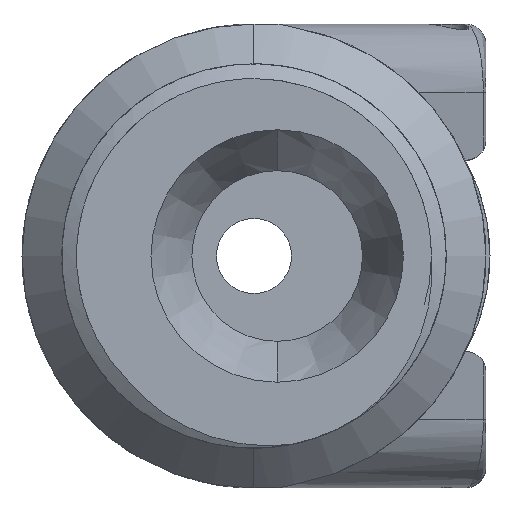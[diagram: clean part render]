
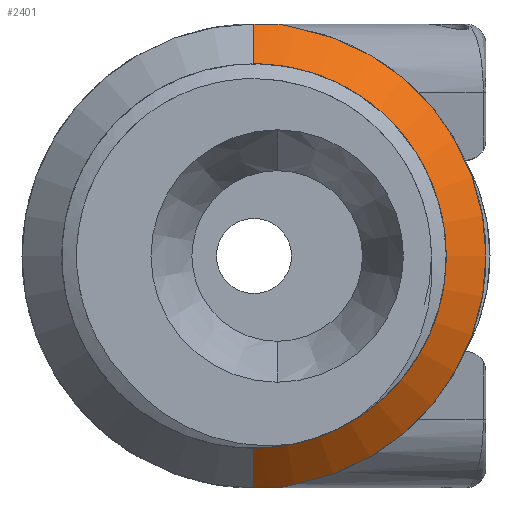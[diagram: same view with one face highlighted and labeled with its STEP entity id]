
A CAD part, front view. The second image highlights one B-rep face of the part: STEP entity #2401.
In plain terms, the highlighted conical face has half-angle 45 degrees and reference radius 13 mm.
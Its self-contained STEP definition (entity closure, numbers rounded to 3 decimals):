
#40 = B_SPLINE_CURVE_WITH_KNOTS ( 'NONE', 3,
 ( #6731, #6176, #6214, #5062 ),
 .UNSPECIFIED., .F., .F.,
 ( 4, 4 ),
 ( 0.042, 0.043 ),
 .UNSPECIFIED. ) ;
#119 = B_SPLINE_CURVE_WITH_KNOTS ( 'NONE', 3,
 ( #3603, #949, #2575, #2014, #6588, #3197 ),
 .UNSPECIFIED., .F., .F.,
 ( 4, 2, 4 ),
 ( 0., 0.001, 0.002 ),
 .UNSPECIFIED. ) ;
#180 = CARTESIAN_POINT ( 'NONE',  ( 1.145, 18.539, 17. ) ) ;
#289 = VERTEX_POINT ( 'NONE', #4623 ) ;
#342 = DIRECTION ( 'NONE',  ( 0., -1., 0. ) ) ;
#397 = ORIENTED_EDGE ( 'NONE', *, *, #545, .T. ) ;
#398 = CARTESIAN_POINT ( 'NONE',  ( 0., 18.5, 17. ) ) ;
#545 = EDGE_CURVE ( 'NONE', #4065, #289, #119, .T. ) ;
#681 = DIRECTION ( 'NONE',  ( 0., 0., -1. ) ) ;
#756 = AXIS2_PLACEMENT_3D ( 'NONE', #6411, #1878, #4099 ) ;
#949 = CARTESIAN_POINT ( 'NONE',  ( 1.454, 18.559, -17. ) ) ;
#954 = CARTESIAN_POINT ( 'NONE',  ( 1.145, 18.539, 17. ) ) ;
#989 = CARTESIAN_POINT ( 'NONE',  ( 2.664, 18.539, 16.833 ) ) ;
#1125 = ORIENTED_EDGE ( 'NONE', *, *, #2750, .T. ) ;
#1155 = ORIENTED_EDGE ( 'NONE', *, *, #2655, .F. ) ;
#1238 = AXIS2_PLACEMENT_3D ( 'NONE', #7112, #342, #1520 ) ;
#1357 = EDGE_CURVE ( 'NONE', #289, #5045, #3716, .T. ) ;
#1520 = DIRECTION ( 'NONE',  ( 0., 0., 1. ) ) ;
#1878 = DIRECTION ( 'NONE',  ( 0., 1., 0. ) ) ;
#1947 = CARTESIAN_POINT ( 'NONE',  ( 0., 14.5, -13. ) ) ;
#2014 = CARTESIAN_POINT ( 'NONE',  ( 2.365, 18.559, -16.897 ) ) ;
#2259 = ORIENTED_EDGE ( 'NONE', *, *, #4163, .T. ) ;
#2281 = CARTESIAN_POINT ( 'NONE',  ( 1.145, 18.539, -17. ) ) ;
#2396 = EDGE_CURVE ( 'NONE', #5351, #6757, #4058, .T. ) ;
#2401 = ADVANCED_FACE ( 'NONE', ( #5729 ), #2984, .T. ) ;
#2575 = CARTESIAN_POINT ( 'NONE',  ( 1.76, 18.569, -16.98 ) ) ;
#2611 = AXIS2_PLACEMENT_3D ( 'NONE', #2923, #5191, #681 ) ;
#2655 = EDGE_CURVE ( 'NONE', #6757, #3629, #3202, .T. ) ;
#2670 = VECTOR ( 'NONE', #3133, 1000. ) ;
#2686 = CARTESIAN_POINT ( 'NONE',  ( 1.76, 18.569, 16.98 ) ) ;
#2750 = EDGE_CURVE ( 'NONE', #5045, #3629, #3728, .T. ) ;
#2776 = CARTESIAN_POINT ( 'NONE',  ( 1.145, 18.539, 17. ) ) ;
#2923 = CARTESIAN_POINT ( 'NONE',  ( 0., 14.5, 0. ) ) ;
#2947 = DIRECTION ( 'NONE',  ( 0., 0.707, 0.707 ) ) ;
#2959 = CIRCLE ( 'NONE', #2611, 13. ) ;
#2984 = CONICAL_SURFACE ( 'NONE', #756, 13., 0.785 ) ;
#3133 = DIRECTION ( 'NONE',  ( 0., 0.707, -0.707 ) ) ;
#3197 = CARTESIAN_POINT ( 'NONE',  ( 2.958, 18.5, -16.741 ) ) ;
#3202 = B_SPLINE_CURVE_WITH_KNOTS ( 'NONE', 3,
 ( #6692, #3831, #7212, #954 ),
 .UNSPECIFIED., .F., .F.,
 ( 4, 4 ),
 ( 0.021, 0.022 ),
 .UNSPECIFIED. ) ;
#3235 = CARTESIAN_POINT ( 'NONE',  ( 2.365, 18.559, 16.897 ) ) ;
#3338 = CARTESIAN_POINT ( 'NONE',  ( 0., 14.5, 13. ) ) ;
#3603 = CARTESIAN_POINT ( 'NONE',  ( 1.145, 18.539, -17. ) ) ;
#3629 = VERTEX_POINT ( 'NONE', #2776 ) ;
#3677 = ORIENTED_EDGE ( 'NONE', *, *, #5488, .F. ) ;
#3716 = CIRCLE ( 'NONE', #1238, 17. ) ;
#3728 = B_SPLINE_CURVE_WITH_KNOTS ( 'NONE', 3,
 ( #6061, #989, #3235, #2686, #4015, #180 ),
 .UNSPECIFIED., .F., .F.,
 ( 4, 2, 4 ),
 ( 0., 0.001, 0.002 ),
 .UNSPECIFIED. ) ;
#3831 = CARTESIAN_POINT ( 'NONE',  ( 0.38, 18.5, 17. ) ) ;
#4000 = ORIENTED_EDGE ( 'NONE', *, *, #5930, .F. ) ;
#4015 = CARTESIAN_POINT ( 'NONE',  ( 1.454, 18.559, 17. ) ) ;
#4058 = LINE ( 'NONE', #6847, #6187 ) ;
#4065 = VERTEX_POINT ( 'NONE', #2281 ) ;
#4099 = DIRECTION ( 'NONE',  ( 0., 0., 1. ) ) ;
#4163 = EDGE_CURVE ( 'NONE', #5900, #6073, #7031, .T. ) ;
#4623 = CARTESIAN_POINT ( 'NONE',  ( 2.958, 18.5, -16.741 ) ) ;
#5045 = VERTEX_POINT ( 'NONE', #5133 ) ;
#5062 = CARTESIAN_POINT ( 'NONE',  ( 0., 18.5, -17. ) ) ;
#5133 = CARTESIAN_POINT ( 'NONE',  ( 2.958, 18.5, 16.741 ) ) ;
#5191 = DIRECTION ( 'NONE',  ( 0., -1., 0. ) ) ;
#5207 = CARTESIAN_POINT ( 'NONE',  ( 0., 18.5, -17. ) ) ;
#5351 = VERTEX_POINT ( 'NONE', #3338 ) ;
#5413 = EDGE_LOOP ( 'NONE', ( #3677, #2259, #4000, #397, #6414, #1125, #1155, #7300 ) ) ;
#5488 = EDGE_CURVE ( 'NONE', #5900, #5351, #2959, .T. ) ;
#5729 = FACE_OUTER_BOUND ( 'NONE', #5413, .T. ) ;
#5900 = VERTEX_POINT ( 'NONE', #6032 ) ;
#5930 = EDGE_CURVE ( 'NONE', #4065, #6073, #40, .T. ) ;
#6032 = CARTESIAN_POINT ( 'NONE',  ( 0., 14.5, -13. ) ) ;
#6061 = CARTESIAN_POINT ( 'NONE',  ( 2.958, 18.5, 16.741 ) ) ;
#6073 = VERTEX_POINT ( 'NONE', #5207 ) ;
#6176 = CARTESIAN_POINT ( 'NONE',  ( 0.764, 18.513, -17. ) ) ;
#6187 = VECTOR ( 'NONE', #2947, 1000. ) ;
#6214 = CARTESIAN_POINT ( 'NONE',  ( 0.382, 18.5, -17. ) ) ;
#6411 = CARTESIAN_POINT ( 'NONE',  ( 0., 14.5, 0. ) ) ;
#6414 = ORIENTED_EDGE ( 'NONE', *, *, #1357, .T. ) ;
#6588 = CARTESIAN_POINT ( 'NONE',  ( 2.664, 18.539, -16.833 ) ) ;
#6692 = CARTESIAN_POINT ( 'NONE',  ( 0., 18.5, 17. ) ) ;
#6731 = CARTESIAN_POINT ( 'NONE',  ( 1.145, 18.539, -17. ) ) ;
#6757 = VERTEX_POINT ( 'NONE', #398 ) ;
#6847 = CARTESIAN_POINT ( 'NONE',  ( 0., 14.5, 13. ) ) ;
#7031 = LINE ( 'NONE', #1947, #2670 ) ;
#7112 = CARTESIAN_POINT ( 'NONE',  ( 0., 18.5, 0. ) ) ;
#7212 = CARTESIAN_POINT ( 'NONE',  ( 0.762, 18.513, 17. ) ) ;
#7300 = ORIENTED_EDGE ( 'NONE', *, *, #2396, .F. ) ;
